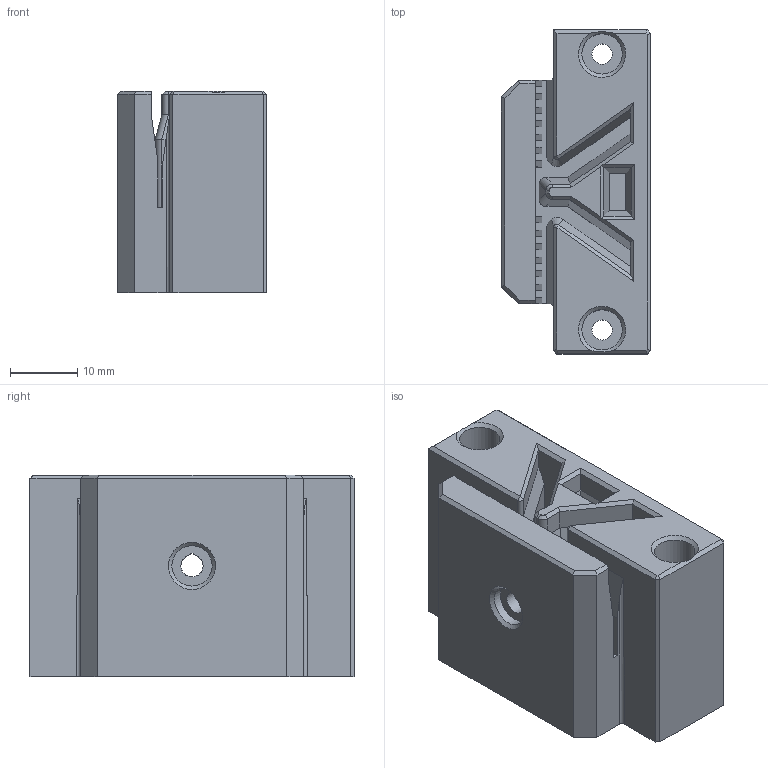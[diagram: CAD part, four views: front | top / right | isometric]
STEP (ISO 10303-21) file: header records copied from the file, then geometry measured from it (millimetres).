
FILE_DESCRIPTION(/* description */ (''),/* implementation_level */ '2;1');
FILE_NAME(/* name */ 'y-axis_belt_holder.step',/* time_stamp */ '2020-10-26T21:20:24+07:00',/* author */ (''),/* organization */ (''),/* preprocessor_version */ 'ST-DEVELOPER v18.1',/* originating_system */ 'Autodesk Translation Framework v9.3.0.1241',/* authorisation */ '');
FILE_SCHEMA (('AUTOMOTIVE_DESIGN { 1 0 10303 214 3 1 1 }'));
Length unit declared in the file: millimetre
Products named in the file (1): Y-Belt Holder_Vedit
Bounding box: 22.15 x 48.15 x 30 mm (x, y, z)
Volume: 24299.8 mm3; surface area: 9528.7 mm2
Topology: 1 solids, 1 shells, 209 faces, 567 edges, 358 vertices
Faces by surface type: plane 177, cylinder 18, cone 10, bspline 4
Full cylindrical faces by diameter (mm): 3 x2, 6 x3
Entity records: 6518 total; most frequent: CARTESIAN_POINT 1237, ORIENTED_EDGE 1130, DIRECTION 1014, EDGE_CURVE 565, LINE 500, VECTOR 500, VERTEX_POINT 358, AXIS2_PLACEMENT_3D 257
